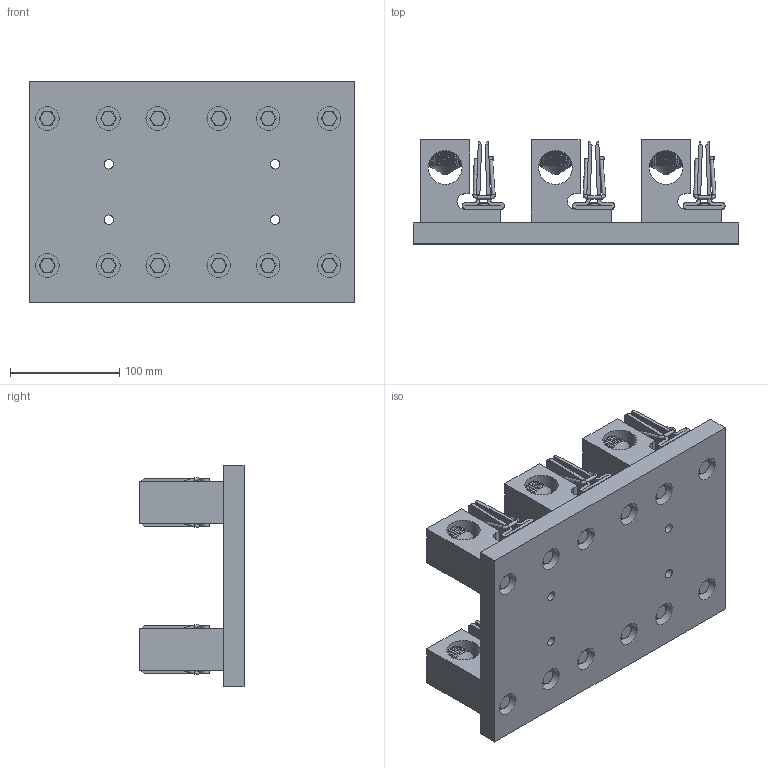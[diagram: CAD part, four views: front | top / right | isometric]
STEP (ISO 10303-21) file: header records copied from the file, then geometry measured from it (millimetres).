
FILE_DESCRIPTION (( 'STEP AP214' ), '1' );
FILE_NAME ('700516revA.STEP', '2017-05-10T15:40:58', ( '' ), ( '' ), 'SwSTEP 2.0', 'SolidWorks 2016', '' );
FILE_SCHEMA (( 'AUTOMOTIVE_DESIGN' ));
Length unit declared in the file: inch
Products named in the file (1): 700516revA
Bounding box: 298.45 x 95.25 x 203.2 mm (x, y, z)
Volume: 1950483.2 mm3; surface area: 463071.6 mm2
Topology: 49 solids, 49 shells, 1440 faces, 3510 edges, 2226 vertices
Faces by surface type: plane 598, cylinder 380, cone 366, bspline 96
Full cylindrical faces by diameter (mm): 6.528 x12, 6.756 x12, 7.937 x9, 7.938 x15, 8.611 x12, 8.738 x4, 9.576 x12, 15.875 x12, 19.05 x4, 21.59 x12, 26.591 x6, 27.812 x84, 29.718 x78, 30.937 x6
Entity records: 75330 total; most frequent: CARTESIAN_POINT 27725, DIRECTION 5362, ORIENTED_EDGE 5252, EDGE_CURVE 2626, EDGE_LOOP 2204, AXIS2_PLACEMENT_3D 2057, VERTEX_POINT 1932, FACE_OUTER_BOUND 1814
